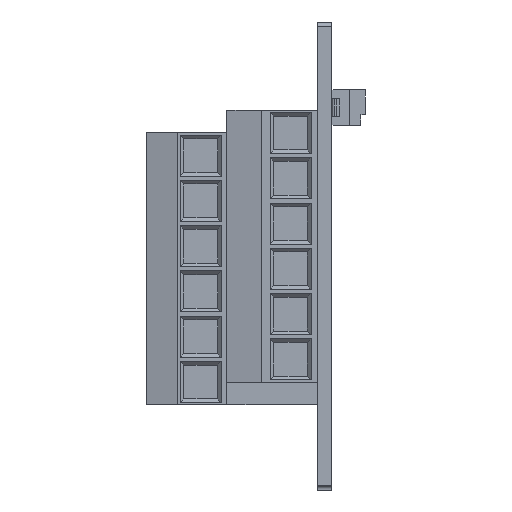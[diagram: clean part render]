
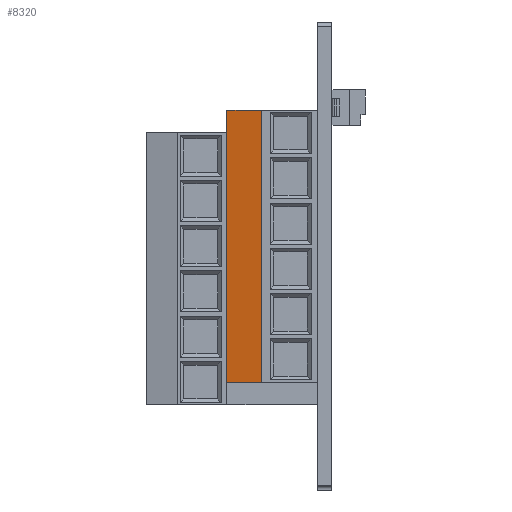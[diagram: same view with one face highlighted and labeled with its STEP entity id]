
A CAD part, left-side view. The second image highlights one B-rep face of the part: STEP entity #8320.
In plain terms, the highlighted planar face has unit normal (-0.98, 0.201, 0).
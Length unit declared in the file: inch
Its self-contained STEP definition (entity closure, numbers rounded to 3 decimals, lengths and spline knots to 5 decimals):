
#1632 = PLANE ( 'NONE',  #8252 ) ;
#2089 = CARTESIAN_POINT ( 'NONE',  ( -0.16791, 1.45974, 1.12797 ) ) ;
#2437 = ORIENTED_EDGE ( 'NONE', *, *, #23951, .T. ) ;
#2739 = CARTESIAN_POINT ( 'NONE',  ( -0.16791, 1.45974, 1.60317 ) ) ;
#4066 = CARTESIAN_POINT ( 'NONE',  ( -0.08703, 1.85401, 1.60317 ) ) ;
#5072 = ORIENTED_EDGE ( 'NONE', *, *, #31175, .F. ) ;
#6569 = VERTEX_POINT ( 'NONE', #25514 ) ;
#8252 = AXIS2_PLACEMENT_3D ( 'NONE', #32223, #15784, #34955 ) ;
#8320 = ADVANCED_FACE ( 'NONE', ( #10727 ), #1632, .T. ) ;
#8735 = CARTESIAN_POINT ( 'NONE',  ( -0.14136, 1.58916, 2.80475 ) ) ;
#10727 = FACE_OUTER_BOUND ( 'NONE', #34271, .T. ) ;
#13133 = LINE ( 'NONE', #33829, #27793 ) ;
#15373 = DIRECTION ( 'NONE',  ( 0.201, 0.98, 0. ) ) ;
#15784 = DIRECTION ( 'NONE',  ( -0.98, 0.201, 0. ) ) ;
#16754 = CARTESIAN_POINT ( 'NONE',  ( -0.1994, 1.3062, 1.60317 ) ) ;
#17430 = DIRECTION ( 'NONE',  ( 0., 0., 1. ) ) ;
#18223 = ORIENTED_EDGE ( 'NONE', *, *, #32485, .T. ) ;
#21553 = VECTOR ( 'NONE', #15373, 39.37008 ) ;
#23951 = EDGE_CURVE ( 'NONE', #31441, #6569, #13133, .T. ) ;
#24184 = LINE ( 'NONE', #2089, #30677 ) ;
#24240 = DIRECTION ( 'NONE',  ( 0., 0., 1. ) ) ;
#24919 = VECTOR ( 'NONE', #25332, 39.37008 ) ;
#25154 = CARTESIAN_POINT ( 'NONE',  ( -0.16791, 1.45974, 2.80475 ) ) ;
#25332 = DIRECTION ( 'NONE',  ( 0.201, 0.98, 0. ) ) ;
#25417 = VERTEX_POINT ( 'NONE', #25154 ) ;
#25514 = CARTESIAN_POINT ( 'NONE',  ( -0.1994, 1.3062, 2.80475 ) ) ;
#25519 = ORIENTED_EDGE ( 'NONE', *, *, #34586, .F. ) ;
#27793 = VECTOR ( 'NONE', #17430, 39.37008 ) ;
#28878 = LINE ( 'NONE', #4066, #21553 ) ;
#29932 = VERTEX_POINT ( 'NONE', #2739 ) ;
#30677 = VECTOR ( 'NONE', #24240, 39.37008 ) ;
#31175 = EDGE_CURVE ( 'NONE', #31441, #29932, #28878, .T. ) ;
#31441 = VERTEX_POINT ( 'NONE', #16754 ) ;
#32223 = CARTESIAN_POINT ( 'NONE',  ( -0.16791, 1.45974, 1.12797 ) ) ;
#32228 = LINE ( 'NONE', #8735, #24919 ) ;
#32485 = EDGE_CURVE ( 'NONE', #6569, #25417, #32228, .T. ) ;
#33829 = CARTESIAN_POINT ( 'NONE',  ( -0.1994, 1.3062, 1.12797 ) ) ;
#34271 = EDGE_LOOP ( 'NONE', ( #2437, #18223, #25519, #5072 ) ) ;
#34586 = EDGE_CURVE ( 'NONE', #29932, #25417, #24184, .T. ) ;
#34955 = DIRECTION ( 'NONE',  ( -0.201, -0.98, 0. ) ) ;
